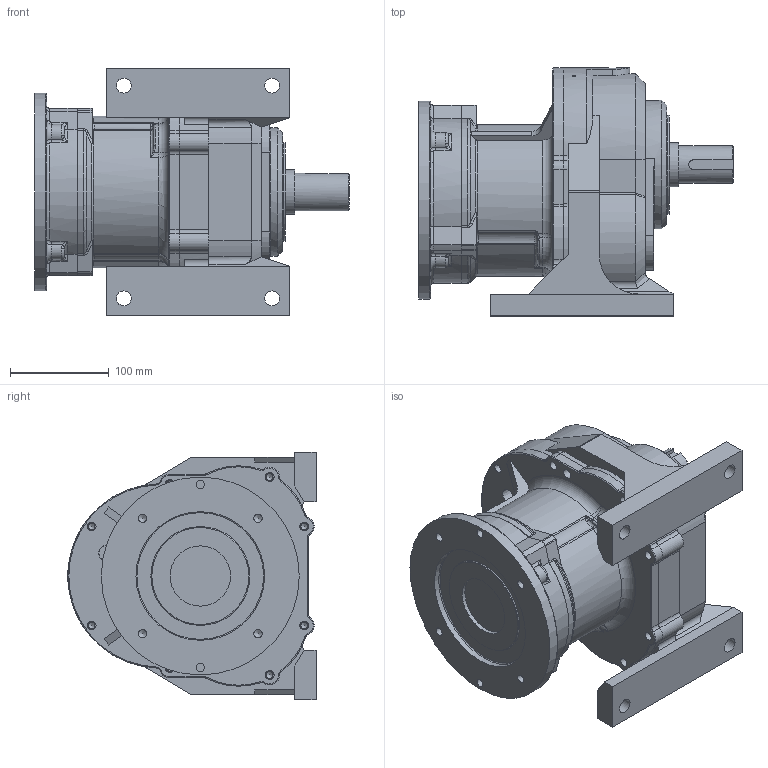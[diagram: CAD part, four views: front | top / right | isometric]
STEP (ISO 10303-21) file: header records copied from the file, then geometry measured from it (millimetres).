
FILE_DESCRIPTION (( 'STEP AP214' ), '1' );
FILE_NAME ('EK2DO07802H001_F1HF_1.5KW_R5.stp', '2022-07-01T07:50:38', ( 'Windows 餌辨濠' ), ( '' ), 'SwSTEP 2.0', 'SolidWorks 2021', '' );
FILE_SCHEMA (( 'AUTOMOTIVE_DESIGN' ));
Length unit declared in the file: millimetre
Products named in the file (5): DKG1300339__1.5; CASING_DKA0102308; DKA0800221_BRACKET; 15_1.5KW; EK2DO07802H001_F1HF_1.5KW_R5
Assembly tree (4 placements, depth 2):
  EK2DO07802H001_F1HF_1.5KW_R5
    CASING_DKA0102308
    DKA0800221_BRACKET
    DKG1300339__1.5
    15_1.5KW
Bounding box: 318 x 251 x 250 mm (x, y, z)
Volume: 7577112.9 mm3; surface area: 487605.1 mm2
Topology: 4 solids, 4 shells, 480 faces, 1238 edges, 753 vertices
Faces by surface type: cylinder 188, plane 106, bspline 73, torus 71, cone 34, sphere 8
Full cylindrical faces by diameter (mm): 2.7 x2, 6.8 x11, 8.5 x6, 9 x11, 10 x4, 15 x4, 38 x1, 45 x1, 61 x1, 98 x1, 100 x1, 130 x2, 200 x1
Entity records: 18075 total; most frequent: CARTESIAN_POINT 6763, DIRECTION 2266, ORIENTED_EDGE 2212, EDGE_CURVE 1106, AXIS2_PLACEMENT_3D 956, VERTEX_POINT 716, EDGE_LOOP 602, CIRCLE 542
